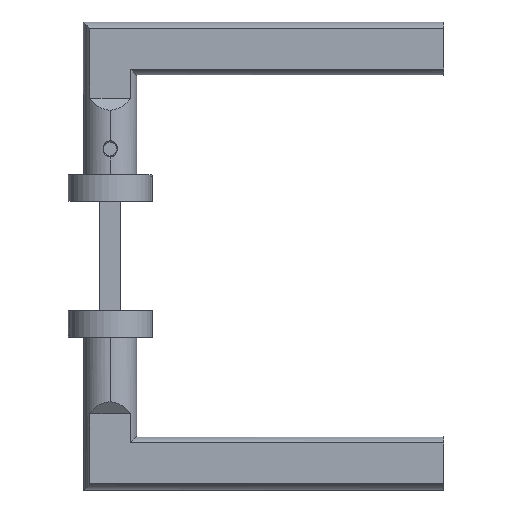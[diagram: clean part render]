
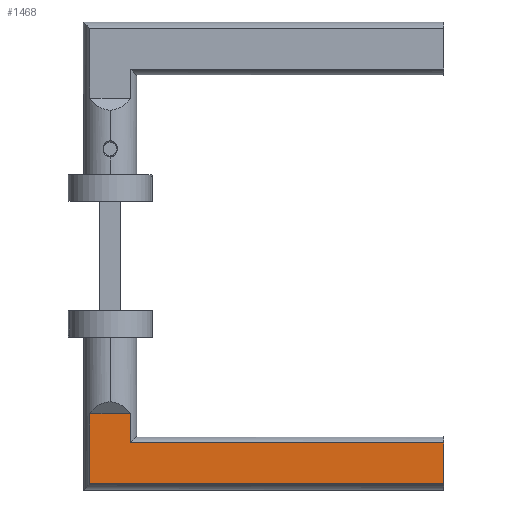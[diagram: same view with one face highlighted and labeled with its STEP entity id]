
A CAD part, left-side view. The second image highlights one B-rep face of the part: STEP entity #1468.
In plain terms, the highlighted planar face has unit normal (-1, 0, 0).
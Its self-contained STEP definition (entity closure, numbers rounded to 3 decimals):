
#68 = EDGE_LOOP ( 'NONE', ( #748, #4251, #1185, #577, #980, #4871 ) ) ;
#182 = DIRECTION ( 'NONE',  ( 0., 0., -1. ) ) ;
#283 = CARTESIAN_POINT ( 'NONE',  ( -6.5, 7.599, -55.099 ) ) ;
#577 = ORIENTED_EDGE ( 'NONE', *, *, #1920, .T. ) ;
#582 = CARTESIAN_POINT ( 'NONE',  ( -6.5, 0., 0. ) ) ;
#628 = VERTEX_POINT ( 'NONE', #2759 ) ;
#748 = ORIENTED_EDGE ( 'NONE', *, *, #3961, .T. ) ;
#980 = ORIENTED_EDGE ( 'NONE', *, *, #2826, .T. ) ;
#988 = CARTESIAN_POINT ( 'NONE',  ( -6.5, 7.599, -29. ) ) ;
#1185 = ORIENTED_EDGE ( 'NONE', *, *, #2100, .T. ) ;
#1371 = FACE_OUTER_BOUND ( 'NONE', #68, .T. ) ;
#1373 = VECTOR ( 'NONE', #4074, 1000. ) ;
#1443 = CARTESIAN_POINT ( 'NONE',  ( -6.5, 7.599, 0. ) ) ;
#1468 = ADVANCED_FACE ( 'NONE', ( #1371 ), #4778, .F. ) ;
#1482 = DIRECTION ( 'NONE',  ( 0., 1., 0. ) ) ;
#1546 = CARTESIAN_POINT ( 'NONE',  ( -6.5, -125., -39.901 ) ) ;
#1597 = LINE ( 'NONE', #2352, #4621 ) ;
#1620 = CARTESIAN_POINT ( 'NONE',  ( -6.5, -7.599, -29. ) ) ;
#1713 = DIRECTION ( 'NONE',  ( 1., 0., 0. ) ) ;
#1771 = VECTOR ( 'NONE', #2109, 1000. ) ;
#1920 = EDGE_CURVE ( 'NONE', #2842, #628, #3154, .T. ) ;
#1942 = LINE ( 'NONE', #3455, #3442 ) ;
#2100 = EDGE_CURVE ( 'NONE', #2731, #2842, #2135, .T. ) ;
#2109 = DIRECTION ( 'NONE',  ( 0., -1., 0. ) ) ;
#2135 = LINE ( 'NONE', #1443, #4911 ) ;
#2170 = VECTOR ( 'NONE', #3728, 1000. ) ;
#2326 = DIRECTION ( 'NONE',  ( 0., 0., 1. ) ) ;
#2352 = CARTESIAN_POINT ( 'NONE',  ( -6.5, -7.599, 0. ) ) ;
#2574 = LINE ( 'NONE', #3338, #1373 ) ;
#2580 = LINE ( 'NONE', #4922, #2170 ) ;
#2688 = EDGE_CURVE ( 'NONE', #4532, #4655, #1942, .T. ) ;
#2731 = VERTEX_POINT ( 'NONE', #988 ) ;
#2759 = CARTESIAN_POINT ( 'NONE',  ( -6.5, -125., -55.099 ) ) ;
#2826 = EDGE_CURVE ( 'NONE', #628, #4532, #2580, .T. ) ;
#2842 = VERTEX_POINT ( 'NONE', #283 ) ;
#2882 = AXIS2_PLACEMENT_3D ( 'NONE', #582, #1713, #182 ) ;
#3154 = LINE ( 'NONE', #4388, #1771 ) ;
#3160 = EDGE_CURVE ( 'NONE', #2731, #4637, #2574, .T. ) ;
#3338 = CARTESIAN_POINT ( 'NONE',  ( -6.5, 161.292, -29. ) ) ;
#3442 = VECTOR ( 'NONE', #1482, 1000. ) ;
#3455 = CARTESIAN_POINT ( 'NONE',  ( -6.5, 22.1, -39.901 ) ) ;
#3728 = DIRECTION ( 'NONE',  ( 0., 0., 1. ) ) ;
#3961 = EDGE_CURVE ( 'NONE', #4655, #4637, #1597, .T. ) ;
#4074 = DIRECTION ( 'NONE',  ( 0., -1., 0. ) ) ;
#4251 = ORIENTED_EDGE ( 'NONE', *, *, #3160, .F. ) ;
#4388 = CARTESIAN_POINT ( 'NONE',  ( -6.5, 22.1, -55.099 ) ) ;
#4532 = VERTEX_POINT ( 'NONE', #1546 ) ;
#4621 = VECTOR ( 'NONE', #2326, 1000. ) ;
#4637 = VERTEX_POINT ( 'NONE', #1620 ) ;
#4655 = VERTEX_POINT ( 'NONE', #4722 ) ;
#4722 = CARTESIAN_POINT ( 'NONE',  ( -6.5, -7.599, -39.901 ) ) ;
#4778 = PLANE ( 'NONE',  #2882 ) ;
#4871 = ORIENTED_EDGE ( 'NONE', *, *, #2688, .T. ) ;
#4911 = VECTOR ( 'NONE', #4936, 1000. ) ;
#4922 = CARTESIAN_POINT ( 'NONE',  ( -6.5, -125., -47.5 ) ) ;
#4936 = DIRECTION ( 'NONE',  ( 0., 0., -1. ) ) ;
